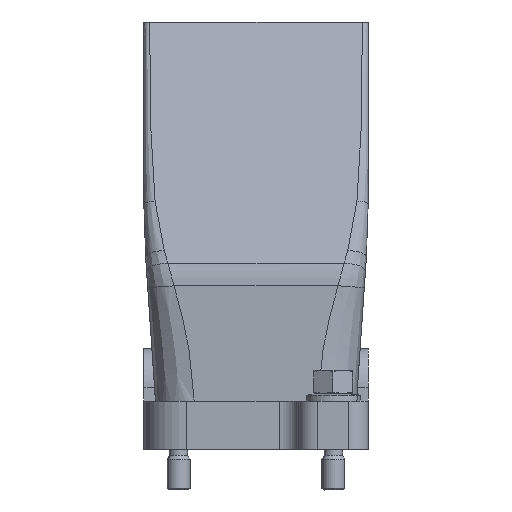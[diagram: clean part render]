
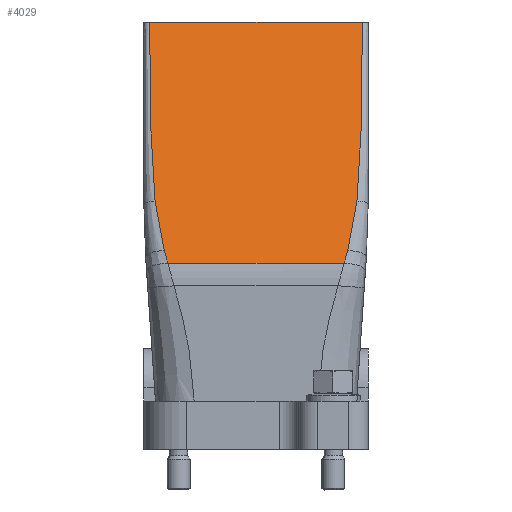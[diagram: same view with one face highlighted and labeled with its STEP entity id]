
A CAD part, front view. The second image highlights one B-rep face of the part: STEP entity #4029.
In plain terms, the highlighted planar face has unit normal (0, -0.956, 0.293).
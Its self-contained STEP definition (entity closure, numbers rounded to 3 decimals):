
#3935=AXIS2_PLACEMENT_3D('Plane Axis2P3D',#3932,#3933,#3934) ;
#1812=CARTESIAN_POINT('Vertex',(1.5,41.,121.)) ;
#1815=CARTESIAN_POINT('Line Origine',(29.,41.,121.)) ;
#1819=CARTESIAN_POINT('Vertex',(56.5,41.,121.)) ;
#3902=CARTESIAN_POINT('Vertex',(2.913,26.79,74.665)) ;
#3906=CARTESIAN_POINT('Control Point',(2.914,26.79,74.665)) ;
#3907=CARTESIAN_POINT('Control Point',(2.806,27.123,75.75)) ;
#3908=CARTESIAN_POINT('Control Point',(2.708,27.454,76.832)) ;
#3909=CARTESIAN_POINT('Control Point',(2.618,27.784,77.908)) ;
#3910=CARTESIAN_POINT('Control Point',(2.261,29.201,82.526)) ;
#3911=CARTESIAN_POINT('Control Point',(2.018,30.618,87.149)) ;
#3912=CARTESIAN_POINT('Control Point',(1.877,31.703,90.684)) ;
#3913=CARTESIAN_POINT('Control Point',(1.7,33.497,96.536)) ;
#3914=CARTESIAN_POINT('Control Point',(1.597,35.293,102.39)) ;
#3915=CARTESIAN_POINT('Control Point',(1.566,36.003,104.705)) ;
#3916=CARTESIAN_POINT('Control Point',(1.528,37.192,108.583)) ;
#3917=CARTESIAN_POINT('Control Point',(1.51,38.381,112.459)) ;
#3918=CARTESIAN_POINT('Control Point',(1.505,38.86,114.022)) ;
#3919=CARTESIAN_POINT('Control Point',(1.501,39.547,116.262)) ;
#3920=CARTESIAN_POINT('Control Point',(1.5,40.234,118.503)) ;
#3921=CARTESIAN_POINT('Control Point',(1.5,40.485,119.32)) ;
#3922=CARTESIAN_POINT('Control Point',(1.5,40.746,120.173)) ;
#3923=CARTESIAN_POINT('Control Point',(1.5,41.,121.)) ;
#3932=CARTESIAN_POINT('Axis2P3D Location',(29.,41.,121.)) ;
#3938=CARTESIAN_POINT('Control Point',(5.285,22.891,61.951)) ;
#3939=CARTESIAN_POINT('Control Point',(4.839,23.383,63.558)) ;
#3940=CARTESIAN_POINT('Control Point',(4.434,23.879,65.174)) ;
#3941=CARTESIAN_POINT('Control Point',(4.074,24.379,66.804)) ;
#3942=CARTESIAN_POINT('Control Point',(3.687,25.007,68.851)) ;
#3943=CARTESIAN_POINT('Control Point',(3.374,25.638,70.909)) ;
#3944=CARTESIAN_POINT('Control Point',(3.315,25.763,71.318)) ;
#3945=CARTESIAN_POINT('Control Point',(3.189,26.044,72.234)) ;
#3946=CARTESIAN_POINT('Control Point',(3.076,26.325,73.15)) ;
#3947=CARTESIAN_POINT('Control Point',(3.018,26.48,73.654)) ;
#3948=CARTESIAN_POINT('Control Point',(2.964,26.635,74.159)) ;
#3949=CARTESIAN_POINT('Control Point',(2.913,26.79,74.665)) ;
#3950=CARTESIAN_POINT('Vertex',(5.285,22.891,61.951)) ;
#3954=CARTESIAN_POINT('Control Point',(6.217,21.879,58.652)) ;
#3955=CARTESIAN_POINT('Control Point',(6.026,22.081,59.311)) ;
#3956=CARTESIAN_POINT('Control Point',(5.836,22.283,59.97)) ;
#3957=CARTESIAN_POINT('Control Point',(5.65,22.485,60.629)) ;
#3958=CARTESIAN_POINT('Control Point',(5.466,22.688,61.29)) ;
#3959=CARTESIAN_POINT('Control Point',(5.285,22.891,61.951)) ;
#3960=CARTESIAN_POINT('Vertex',(6.217,21.879,58.652)) ;
#3963=CARTESIAN_POINT('Line Origine',(29.,21.879,58.652)) ;
#3967=CARTESIAN_POINT('Vertex',(51.783,21.879,58.652)) ;
#3971=CARTESIAN_POINT('Control Point',(51.783,21.879,58.652)) ;
#3972=CARTESIAN_POINT('Control Point',(51.974,22.081,59.311)) ;
#3973=CARTESIAN_POINT('Control Point',(52.164,22.283,59.97)) ;
#3974=CARTESIAN_POINT('Control Point',(52.35,22.485,60.629)) ;
#3975=CARTESIAN_POINT('Control Point',(52.534,22.688,61.29)) ;
#3976=CARTESIAN_POINT('Control Point',(52.715,22.891,61.951)) ;
#3977=CARTESIAN_POINT('Vertex',(52.715,22.891,61.951)) ;
#3981=CARTESIAN_POINT('Control Point',(52.715,22.891,61.951)) ;
#3982=CARTESIAN_POINT('Control Point',(53.161,23.383,63.558)) ;
#3983=CARTESIAN_POINT('Control Point',(53.566,23.879,65.174)) ;
#3984=CARTESIAN_POINT('Control Point',(53.926,24.379,66.804)) ;
#3985=CARTESIAN_POINT('Control Point',(54.313,25.007,68.851)) ;
#3986=CARTESIAN_POINT('Control Point',(54.626,25.638,70.909)) ;
#3987=CARTESIAN_POINT('Control Point',(54.685,25.763,71.318)) ;
#3988=CARTESIAN_POINT('Control Point',(54.811,26.044,72.234)) ;
#3989=CARTESIAN_POINT('Control Point',(54.924,26.325,73.15)) ;
#3990=CARTESIAN_POINT('Control Point',(54.982,26.48,73.654)) ;
#3991=CARTESIAN_POINT('Control Point',(55.036,26.635,74.159)) ;
#3992=CARTESIAN_POINT('Control Point',(55.087,26.79,74.665)) ;
#3993=CARTESIAN_POINT('Vertex',(55.086,26.79,74.665)) ;
#3997=CARTESIAN_POINT('Control Point',(55.086,26.79,74.665)) ;
#3998=CARTESIAN_POINT('Control Point',(55.15,26.987,75.306)) ;
#3999=CARTESIAN_POINT('Control Point',(55.21,27.183,75.948)) ;
#4000=CARTESIAN_POINT('Control Point',(55.268,27.38,76.588)) ;
#4001=CARTESIAN_POINT('Control Point',(55.382,27.791,77.931)) ;
#4002=CARTESIAN_POINT('Control Point',(55.486,28.204,79.277)) ;
#4003=CARTESIAN_POINT('Control Point',(55.538,28.421,79.983)) ;
#4004=CARTESIAN_POINT('Control Point',(56.081,30.813,87.783)) ;
#4005=CARTESIAN_POINT('Control Point',(56.321,33.21,95.6)) ;
#4006=CARTESIAN_POINT('Control Point',(56.457,35.395,102.724)) ;
#4007=CARTESIAN_POINT('Control Point',(56.493,37.636,110.031)) ;
#4008=CARTESIAN_POINT('Control Point',(56.499,39.877,117.338)) ;
#4009=CARTESIAN_POINT('Control Point',(56.499,39.927,117.502)) ;
#4010=CARTESIAN_POINT('Control Point',(56.499,40.048,117.897)) ;
#4011=CARTESIAN_POINT('Control Point',(56.5,40.172,118.3)) ;
#4012=CARTESIAN_POINT('Control Point',(56.5,40.234,118.501)) ;
#4013=CARTESIAN_POINT('Control Point',(56.5,40.42,119.109)) ;
#4014=CARTESIAN_POINT('Control Point',(56.5,40.612,119.733)) ;
#4015=CARTESIAN_POINT('Control Point',(56.5,40.742,120.16)) ;
#4016=CARTESIAN_POINT('Control Point',(56.5,40.872,120.582)) ;
#4017=CARTESIAN_POINT('Control Point',(56.5,41.,121.)) ;
#1816=DIRECTION('Vector Direction',(-1.,0.,0.)) ;
#3933=DIRECTION('Axis2P3D Direction',(0.,0.956,-0.293)) ;
#3934=DIRECTION('Axis2P3D XDirection',(0.,-0.293,-0.956)) ;
#3964=DIRECTION('Vector Direction',(-1.,0.,0.)) ;
#1817=VECTOR('Line Direction',#1816,1.) ;
#3965=VECTOR('Line Direction',#3964,1.) ;
#4020=ORIENTED_EDGE('',*,*,#3924,.T.) ;
#4021=ORIENTED_EDGE('',*,*,#3952,.T.) ;
#4022=ORIENTED_EDGE('',*,*,#3962,.T.) ;
#4023=ORIENTED_EDGE('',*,*,#3969,.F.) ;
#4024=ORIENTED_EDGE('',*,*,#3979,.F.) ;
#4025=ORIENTED_EDGE('',*,*,#3995,.F.) ;
#4026=ORIENTED_EDGE('',*,*,#4018,.F.) ;
#4027=ORIENTED_EDGE('',*,*,#1821,.T.) ;
#4029=ADVANCED_FACE('Hood.1',(#4028),#3936,.F.) ;
#3905=B_SPLINE_CURVE_WITH_KNOTS('',5,(#3906,#3907,#3908,#3909,#3910,#3911,#3912,#3913,#3914,#3915,#3916,#3917,#3918,#3919,#3920,#3921,#3922,#3923),.UNSPECIFIED.,.F.,.U.,(6,3,3,3,3,6),(120.168,125.945,144.642,156.879,165.14,168.73),.UNSPECIFIED.) ;
#3937=B_SPLINE_CURVE_WITH_KNOTS('',5,(#3938,#3939,#3940,#3941,#3942,#3943,#3944,#3945,#3946,#3947,#3948,#3949),.UNSPECIFIED.,.F.,.U.,(6,3,3,6),(0.,12.293,15.376,19.13),.UNSPECIFIED.) ;
#3953=B_SPLINE_CURVE_WITH_KNOTS('',5,(#3954,#3955,#3956,#3957,#3958,#3959),.UNSPECIFIED.,.F.,.U.,(6,6),(0.,5.056),.UNSPECIFIED.) ;
#3970=B_SPLINE_CURVE_WITH_KNOTS('',5,(#3971,#3972,#3973,#3974,#3975,#3976),.UNSPECIFIED.,.F.,.U.,(6,6),(0.,5.056),.UNSPECIFIED.) ;
#3980=B_SPLINE_CURVE_WITH_KNOTS('',5,(#3981,#3982,#3983,#3984,#3985,#3986,#3987,#3988,#3989,#3990,#3991,#3992),.UNSPECIFIED.,.F.,.U.,(6,3,3,6),(0.,12.293,15.376,19.13),.UNSPECIFIED.) ;
#3996=B_SPLINE_CURVE_WITH_KNOTS('',5,(#3997,#3998,#3999,#4000,#4001,#4002,#4003,#4004,#4005,#4006,#4007,#4008,#4009,#4010,#4011,#4012,#4013,#4014,#4015,#4016,#4017),.UNSPECIFIED.,.F.,.U.,(6,3,3,3,3,3,6),(0.,4.796,10.05,62.893,64.37,65.796,68.639),.UNSPECIFIED.) ;
#1821=EDGE_CURVE('',#1820,#1813,#1818,.T.) ;
#3924=EDGE_CURVE('',#1813,#3903,#3905,.F.) ;
#3952=EDGE_CURVE('',#3903,#3951,#3937,.F.) ;
#3962=EDGE_CURVE('',#3951,#3961,#3953,.F.) ;
#3969=EDGE_CURVE('',#3968,#3961,#3966,.T.) ;
#3979=EDGE_CURVE('',#3978,#3968,#3970,.F.) ;
#3995=EDGE_CURVE('',#3994,#3978,#3980,.F.) ;
#4018=EDGE_CURVE('',#1820,#3994,#3996,.F.) ;
#4019=EDGE_LOOP('',(#4020,#4021,#4022,#4023,#4024,#4025,#4026,#4027)) ;
#4028=FACE_OUTER_BOUND('',#4019,.T.) ;
#1818=LINE('Line',#1815,#1817) ;
#3966=LINE('Line',#3963,#3965) ;
#3936=PLANE('',#3935) ;
#1813=VERTEX_POINT('',#1812) ;
#1820=VERTEX_POINT('',#1819) ;
#3903=VERTEX_POINT('',#3902) ;
#3951=VERTEX_POINT('',#3950) ;
#3961=VERTEX_POINT('',#3960) ;
#3968=VERTEX_POINT('',#3967) ;
#3978=VERTEX_POINT('',#3977) ;
#3994=VERTEX_POINT('',#3993) ;
